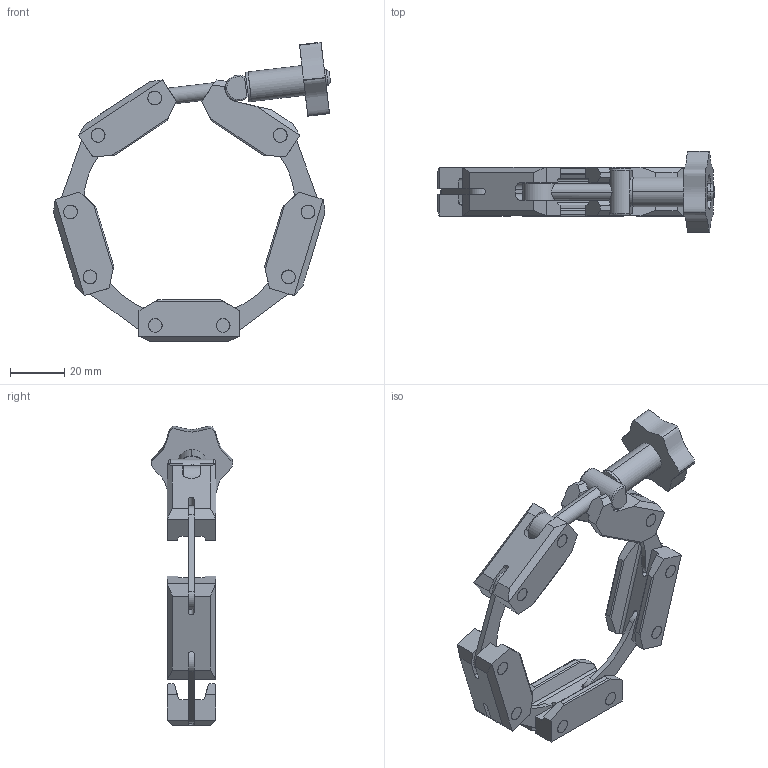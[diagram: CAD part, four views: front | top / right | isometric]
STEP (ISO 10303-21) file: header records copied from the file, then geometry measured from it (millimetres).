
FILE_DESCRIPTION( (''), '2;1');
FILE_NAME ('CAD714.412.HP1050_15210.stp','2016-04-22T10:28:59',(''),(''),'spGate 11.3.9','spGate','');
FILE_SCHEMA (('AUTOMOTIVE_DESIGN'));
Length unit declared in the file: millimetre
Products named in the file (10): Assembly; 品番8; 品番2; 品番5; 品番3; 品番1; 品番9; 品番7; 品番6; 品番10
Assembly tree (23 placements, depth 2):
  Assembly
    品番8
    品番2
    品番5  x4
    品番3  x3
    品番1
    品番9
    品番7
    品番6  x10
    品番10
Bounding box: 102.09 x 30 x 110.36 mm (x, y, z)
Volume: 44271.7 mm3; surface area: 29285.9 mm2
Topology: 23 solids, 23 shells, 341 faces, 874 edges, 580 vertices
Faces by surface type: plane 180, cylinder 150, bspline 11
Entity records: 10673 total; most frequent: CARTESIAN_POINT 1623, ORIENTED_EDGE 1012, DIRECTION 981, COLOUR_RGB 706, PRESENTATION_STYLE_ASSIGNMENT 706, STYLED_ITEM 706, EDGE_CURVE 506, DRAUGHTING_PRE_DEFINED_CURVE_FONT 506
